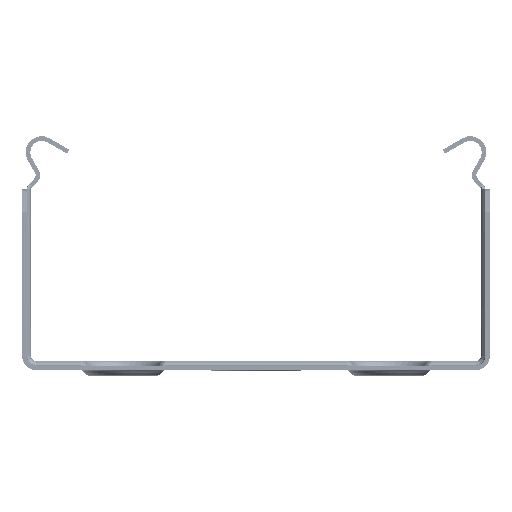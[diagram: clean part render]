
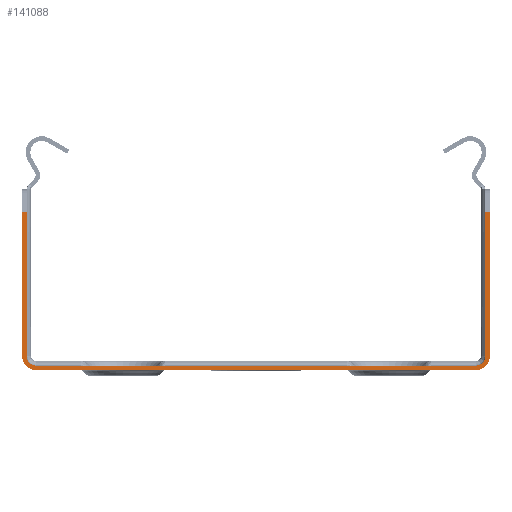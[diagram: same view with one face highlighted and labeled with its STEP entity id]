
A CAD part, front view. The second image highlights one B-rep face of the part: STEP entity #141088.
In plain terms, the highlighted planar face has unit normal (0, -1, 0).
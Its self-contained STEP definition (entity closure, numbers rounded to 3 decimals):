
#11915=CIRCLE('',#157522,3.);
#11916=CIRCLE('',#157523,3.);
#11917=CIRCLE('',#157524,2.);
#11918=CIRCLE('',#157525,2.);
#15265=PLANE('',#157521);
#23318=FACE_OUTER_BOUND('',#32998,.T.);
#32998=EDGE_LOOP('',(#129720,#129721,#129722,#129723,#129724,#129725,#129726,
#129727,#129728,#129729,#129730,#129731));
#42106=LINE('',#235427,#53921);
#44647=LINE('',#243747,#56462);
#44650=LINE('',#243753,#56465);
#44811=LINE('',#244236,#56626);
#44812=LINE('',#244240,#56627);
#44813=LINE('',#244243,#56628);
#44814=LINE('',#244245,#56629);
#44815=LINE('',#244249,#56630);
#53921=VECTOR('',#192986,10.);
#56462=VECTOR('',#201591,10.);
#56465=VECTOR('',#201596,10.);
#56626=VECTOR('',#202079,10.);
#56627=VECTOR('',#202082,10.);
#56628=VECTOR('',#202085,10.);
#56629=VECTOR('',#202086,10.);
#56630=VECTOR('',#202091,10.);
#66464=VERTEX_POINT('',#235424);
#66465=VERTEX_POINT('',#235426);
#69211=VERTEX_POINT('',#243743);
#69212=VERTEX_POINT('',#243745);
#69213=VERTEX_POINT('',#243749);
#69214=VERTEX_POINT('',#243751);
#69375=VERTEX_POINT('',#244235);
#69376=VERTEX_POINT('',#244237);
#69377=VERTEX_POINT('',#244239);
#69378=VERTEX_POINT('',#244241);
#69379=VERTEX_POINT('',#244244);
#69380=VERTEX_POINT('',#244247);
#85184=EDGE_CURVE('',#66465,#66464,#42106,.T.);
#89329=EDGE_CURVE('',#69211,#69212,#44647,.T.);
#89332=EDGE_CURVE('',#69213,#69214,#44650,.T.);
#89573=EDGE_CURVE('',#69214,#69375,#44811,.T.);
#89574=EDGE_CURVE('',#69375,#69376,#11915,.T.);
#89575=EDGE_CURVE('',#69376,#69377,#44812,.T.);
#89576=EDGE_CURVE('',#69377,#69378,#11916,.T.);
#89577=EDGE_CURVE('',#69378,#69211,#44813,.T.);
#89578=EDGE_CURVE('',#69212,#69379,#44814,.T.);
#89579=EDGE_CURVE('',#69379,#66465,#11917,.T.);
#89580=EDGE_CURVE('',#66464,#69380,#11918,.T.);
#89581=EDGE_CURVE('',#69380,#69213,#44815,.T.);
#129720=ORIENTED_EDGE('',*,*,#89332,.T.);
#129721=ORIENTED_EDGE('',*,*,#89573,.T.);
#129722=ORIENTED_EDGE('',*,*,#89574,.T.);
#129723=ORIENTED_EDGE('',*,*,#89575,.T.);
#129724=ORIENTED_EDGE('',*,*,#89576,.T.);
#129725=ORIENTED_EDGE('',*,*,#89577,.T.);
#129726=ORIENTED_EDGE('',*,*,#89329,.T.);
#129727=ORIENTED_EDGE('',*,*,#89578,.T.);
#129728=ORIENTED_EDGE('',*,*,#89579,.T.);
#129729=ORIENTED_EDGE('',*,*,#85184,.T.);
#129730=ORIENTED_EDGE('',*,*,#89580,.T.);
#129731=ORIENTED_EDGE('',*,*,#89581,.T.);
#141088=ADVANCED_FACE('',(#23318),#15265,.T.);
#157521=AXIS2_PLACEMENT_3D('',#244234,#202077,#202078);
#157522=AXIS2_PLACEMENT_3D('',#244238,#202080,#202081);
#157523=AXIS2_PLACEMENT_3D('',#244242,#202083,#202084);
#157524=AXIS2_PLACEMENT_3D('',#244246,#202087,#202088);
#157525=AXIS2_PLACEMENT_3D('',#244248,#202089,#202090);
#192986=DIRECTION('',(-1.,0.,0.));
#201591=DIRECTION('',(-1.,0.,0.));
#201596=DIRECTION('',(-1.,0.,0.));
#202077=DIRECTION('center_axis',(0.,-1.,0.));
#202078=DIRECTION('ref_axis',(0.,0.,-1.));
#202079=DIRECTION('',(0.,0.,-1.));
#202080=DIRECTION('center_axis',(0.,-1.,0.));
#202081=DIRECTION('ref_axis',(-1.,0.,0.));
#202082=DIRECTION('',(1.,0.,0.));
#202083=DIRECTION('center_axis',(0.,-1.,0.));
#202084=DIRECTION('ref_axis',(0.,0.,
-1.));
#202085=DIRECTION('',(0.,0.,1.));
#202086=DIRECTION('',(0.,0.,-1.));
#202087=DIRECTION('center_axis',(0.,1.,0.));
#202088=DIRECTION('ref_axis',(0.,0.,1.));
#202089=DIRECTION('center_axis',(0.,1.,0.));
#202090=DIRECTION('ref_axis',(1.,0.,0.));
#202091=DIRECTION('',(0.,0.,1.));
#235424=CARTESIAN_POINT('',(-48.,-50.,0.));
#235426=CARTESIAN_POINT('',(48.,-50.,0.));
#235427=CARTESIAN_POINT('',(48.,-50.,0.));
#243743=CARTESIAN_POINT('',(51.,-50.,33.387));
#243745=CARTESIAN_POINT('',(50.,-50.,33.387));
#243747=CARTESIAN_POINT('',(25.,-50.,33.387));
#243749=CARTESIAN_POINT('',(-50.,-50.,33.387));
#243751=CARTESIAN_POINT('',(-51.,-50.,33.387));
#243753=CARTESIAN_POINT('',(25.,-50.,33.387));
#244234=CARTESIAN_POINT('Origin',(0.,-50.,18.694));
#244235=CARTESIAN_POINT('',(-51.,-50.,2.));
#244236=CARTESIAN_POINT('',(-51.,-50.,38.387));
#244237=CARTESIAN_POINT('',(-48.,-50.,-1.));
#244238=CARTESIAN_POINT('Origin',(-48.,-50.,2.));
#244239=CARTESIAN_POINT('',(48.,-50.,-1.));
#244240=CARTESIAN_POINT('',(-48.,-50.,-1.));
#244241=CARTESIAN_POINT('',(51.,-50.,2.));
#244242=CARTESIAN_POINT('Origin',(48.,-50.,2.));
#244243=CARTESIAN_POINT('',(51.,-50.,2.));
#244244=CARTESIAN_POINT('',(50.,-50.,2.));
#244245=CARTESIAN_POINT('',(50.,-50.,38.387));
#244246=CARTESIAN_POINT('Origin',(48.,-50.,2.));
#244247=CARTESIAN_POINT('',(-50.,-50.,2.));
#244248=CARTESIAN_POINT('Origin',(-48.,-50.,2.));
#244249=CARTESIAN_POINT('',(-50.,-50.,2.));
